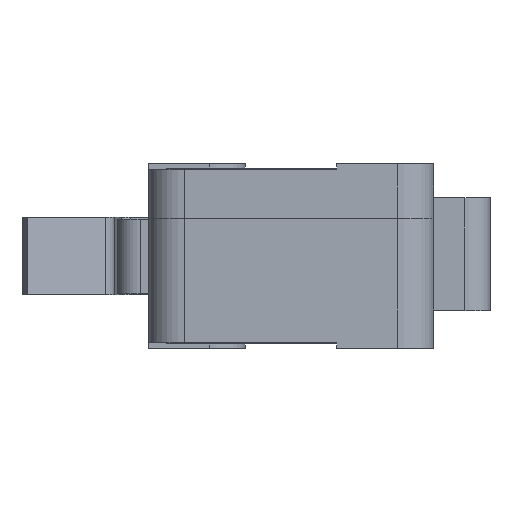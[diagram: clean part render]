
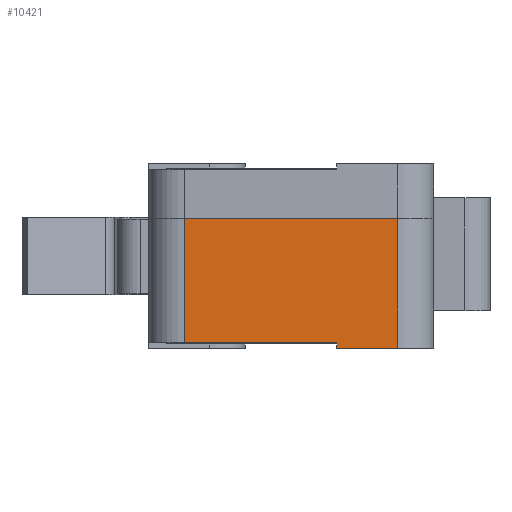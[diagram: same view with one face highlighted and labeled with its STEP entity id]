
A CAD part, left-side view. The second image highlights one B-rep face of the part: STEP entity #10421.
In plain terms, the highlighted planar face has unit normal (-1, 0, 0).
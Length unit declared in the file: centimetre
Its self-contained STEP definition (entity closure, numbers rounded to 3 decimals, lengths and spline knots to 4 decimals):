
#1068=FACE_OUTER_BOUND('',#1672,.T.);
#1672=EDGE_LOOP('',(#9470,#9471,#9472,#9473,#9474,#9475));
#2565=LINE('',#17001,#3711);
#2866=LINE('',#18815,#4012);
#2870=LINE('',#18825,#4016);
#2875=LINE('',#18838,#4021);
#2878=LINE('',#18844,#4024);
#2891=LINE('',#18876,#4037);
#3711=VECTOR('',#12284,1.);
#4012=VECTOR('',#12955,1.);
#4016=VECTOR('',#12963,1.);
#4021=VECTOR('',#12980,1.);
#4024=VECTOR('',#12989,1.);
#4037=VECTOR('',#13030,1.);
#4822=VERTEX_POINT('',#16991);
#4824=VERTEX_POINT('',#17000);
#5007=VERTEX_POINT('',#18811);
#5008=VERTEX_POINT('',#18813);
#5012=VERTEX_POINT('',#18824);
#5014=VERTEX_POINT('',#18836);
#6084=EDGE_CURVE('',#4824,#4822,#2565,.T.);
#6479=EDGE_CURVE('',#5007,#5008,#2866,.T.);
#6484=EDGE_CURVE('',#5012,#5007,#2870,.T.);
#6491=EDGE_CURVE('',#5014,#5008,#2875,.T.);
#6494=EDGE_CURVE('',#5012,#4822,#2878,.T.);
#6509=EDGE_CURVE('',#5014,#4824,#2891,.T.);
#9470=ORIENTED_EDGE('',*,*,#6084,.T.);
#9471=ORIENTED_EDGE('',*,*,#6494,.F.);
#9472=ORIENTED_EDGE('',*,*,#6484,.T.);
#9473=ORIENTED_EDGE('',*,*,#6479,.T.);
#9474=ORIENTED_EDGE('',*,*,#6491,.F.);
#9475=ORIENTED_EDGE('',*,*,#6509,.T.);
#9870=PLANE('',#10919);
#10421=ADVANCED_FACE('',(#1068),#9870,.T.);
#10919=AXIS2_PLACEMENT_3D('',#18875,#13028,#13029);
#12284=DIRECTION('',(0.,1.,0.));
#12955=DIRECTION('',(0.,0.,-1.));
#12963=DIRECTION('',(0.,-1.,0.));
#12980=DIRECTION('',(0.,1.,0.));
#12989=DIRECTION('',(0.,0.,1.));
#13028=DIRECTION('center_axis',(-1.,0.,0.));
#13029=DIRECTION('ref_axis',(0.,0.,1.));
#13030=DIRECTION('',(0.,0.,1.));
#16991=CARTESIAN_POINT('',(-2.89,0.6425,0.725));
#17000=CARTESIAN_POINT('',(-2.89,-0.5475,0.725));
#17001=CARTESIAN_POINT('',(-2.89,0.1476,0.725));
#18811=CARTESIAN_POINT('',(-2.89,-0.2075,0.03));
#18813=CARTESIAN_POINT('',(-2.89,-0.2075,0.));
#18815=CARTESIAN_POINT('',(-2.89,-0.2075,0.));
#18824=CARTESIAN_POINT('',(-2.89,0.6425,0.03));
#18825=CARTESIAN_POINT('',(-2.89,-0.2457,0.03));
#18836=CARTESIAN_POINT('',(-2.89,-0.5475,0.));
#18838=CARTESIAN_POINT('',(-2.89,-0.5475,0.));
#18844=CARTESIAN_POINT('',(-2.89,0.6425,0.));
#18875=CARTESIAN_POINT('Origin',(-2.89,-0.5475,0.));
#18876=CARTESIAN_POINT('',(-2.89,-0.5475,0.));
